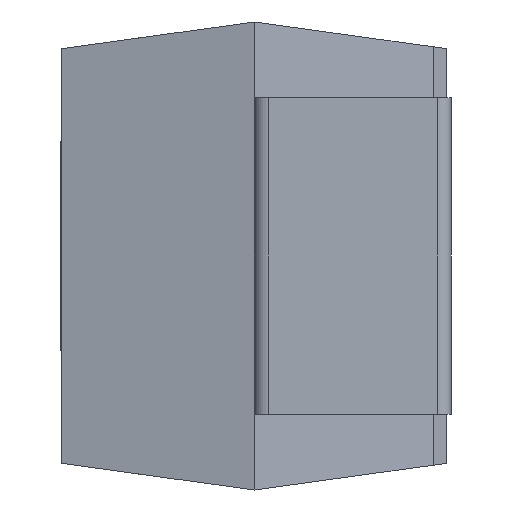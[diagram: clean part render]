
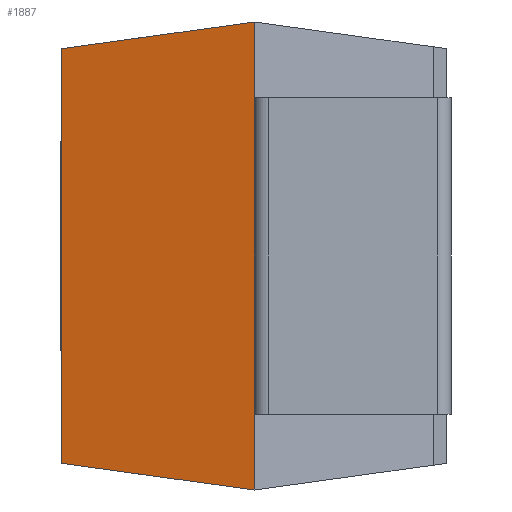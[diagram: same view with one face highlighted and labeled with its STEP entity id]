
A CAD part, left-side view. The second image highlights one B-rep face of the part: STEP entity #1887.
In plain terms, the highlighted planar face has unit normal (-0.978, 0.209, 0).
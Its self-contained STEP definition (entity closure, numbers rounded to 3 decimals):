
#130 = CARTESIAN_POINT ( 'NONE',  ( 0., 1.4, -3.4 ) ) ;
#162 = VECTOR ( 'NONE', #3741, 1000. ) ;
#268 = VERTEX_POINT ( 'NONE', #1771 ) ;
#355 = CARTESIAN_POINT ( 'NONE',  ( 0., 1.4, 0. ) ) ;
#393 = VECTOR ( 'NONE', #3768, 1000. ) ;
#417 = AXIS2_PLACEMENT_3D ( 'NONE', #3793, #706, #1905 ) ;
#430 = ORIENTED_EDGE ( 'NONE', *, *, #3603, .F. ) ;
#474 = CARTESIAN_POINT ( 'NONE',  ( 0., 1.4, -0.55 ) ) ;
#495 = CARTESIAN_POINT ( 'NONE',  ( -0.187, 0.528, 0.121 ) ) ;
#706 = DIRECTION ( 'NONE',  ( -0.978, 0.209, 0. ) ) ;
#750 = CARTESIAN_POINT ( 'NONE',  ( 0.3, 2.8, -3.206 ) ) ;
#1085 = LINE ( 'NONE', #1718, #2342 ) ;
#1261 = EDGE_CURVE ( 'NONE', #2320, #2562, #1085, .T. ) ;
#1283 = EDGE_CURVE ( 'NONE', #268, #3099, #2301, .T. ) ;
#1287 = DIRECTION ( 'NONE',  ( -0.207, -0.969, -0.134 ) ) ;
#1309 = VECTOR ( 'NONE', #1287, 1000. ) ;
#1353 = FACE_OUTER_BOUND ( 'NONE', #3233, .T. ) ;
#1379 = DIRECTION ( 'NONE',  ( -0.207, -0.969, 0.134 ) ) ;
#1385 = CARTESIAN_POINT ( 'NONE',  ( 0.3, 2.8, -3.4 ) ) ;
#1603 = LINE ( 'NONE', #2804, #1309 ) ;
#1695 = DIRECTION ( 'NONE',  ( 0., 0., 1. ) ) ;
#1718 = CARTESIAN_POINT ( 'NONE',  ( 0., 1.4, -3.4 ) ) ;
#1771 = CARTESIAN_POINT ( 'NONE',  ( 0., 1.4, -3.4 ) ) ;
#1887 = ADVANCED_FACE ( 'NONE', ( #1353 ), #2575, .T. ) ;
#1905 = DIRECTION ( 'NONE',  ( -0.209, -0.978, 0. ) ) ;
#1996 = LINE ( 'NONE', #1385, #393 ) ;
#2099 = VECTOR ( 'NONE', #1379, 1000. ) ;
#2229 = ORIENTED_EDGE ( 'NONE', *, *, #1283, .T. ) ;
#2300 = EDGE_CURVE ( 'NONE', #2990, #2562, #2508, .T. ) ;
#2301 = LINE ( 'NONE', #2902, #2349 ) ;
#2320 = VERTEX_POINT ( 'NONE', #474 ) ;
#2342 = VECTOR ( 'NONE', #1695, 1000. ) ;
#2349 = VECTOR ( 'NONE', #3869, 1000. ) ;
#2484 = ORIENTED_EDGE ( 'NONE', *, *, #2859, .T. ) ;
#2501 = CARTESIAN_POINT ( 'NONE',  ( 0., 1.4, -2.85 ) ) ;
#2508 = LINE ( 'NONE', #495, #2099 ) ;
#2562 = VERTEX_POINT ( 'NONE', #355 ) ;
#2575 = PLANE ( 'NONE',  #417 ) ;
#2664 = CARTESIAN_POINT ( 'NONE',  ( 0.3, 2.8, -0.194 ) ) ;
#2796 = LINE ( 'NONE', #130, #162 ) ;
#2804 = CARTESIAN_POINT ( 'NONE',  ( -0.281, 0.085, -3.582 ) ) ;
#2846 = VERTEX_POINT ( 'NONE', #750 ) ;
#2859 = EDGE_CURVE ( 'NONE', #3099, #2320, #2796, .T. ) ;
#2902 = CARTESIAN_POINT ( 'NONE',  ( 0., 1.4, -3.4 ) ) ;
#2990 = VERTEX_POINT ( 'NONE', #2664 ) ;
#3071 = ORIENTED_EDGE ( 'NONE', *, *, #1261, .T. ) ;
#3099 = VERTEX_POINT ( 'NONE', #2501 ) ;
#3233 = EDGE_LOOP ( 'NONE', ( #430, #3645, #2229, #2484, #3071, #3704 ) ) ;
#3441 = EDGE_CURVE ( 'NONE', #2846, #268, #1603, .T. ) ;
#3603 = EDGE_CURVE ( 'NONE', #2846, #2990, #1996, .T. ) ;
#3645 = ORIENTED_EDGE ( 'NONE', *, *, #3441, .T. ) ;
#3704 = ORIENTED_EDGE ( 'NONE', *, *, #2300, .F. ) ;
#3741 = DIRECTION ( 'NONE',  ( 0., 0., 1. ) ) ;
#3768 = DIRECTION ( 'NONE',  ( 0., 0., 1. ) ) ;
#3793 = CARTESIAN_POINT ( 'NONE',  ( -0.286, 0.061, -3.4 ) ) ;
#3869 = DIRECTION ( 'NONE',  ( 0., 0., 1. ) ) ;
